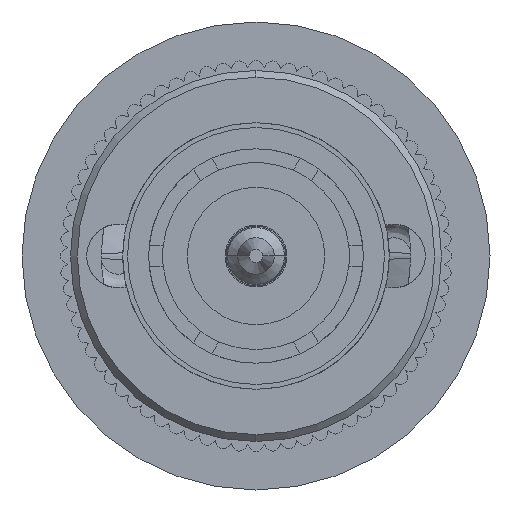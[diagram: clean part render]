
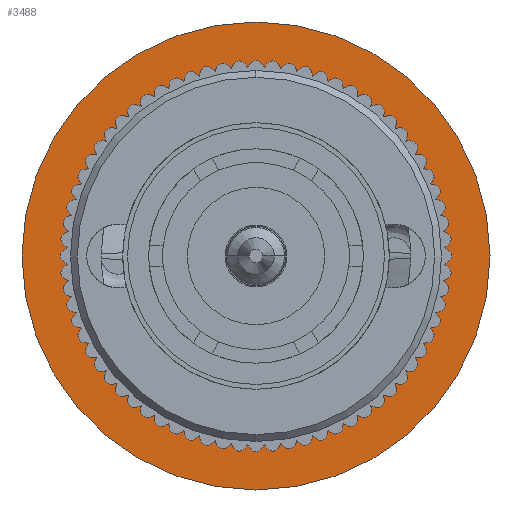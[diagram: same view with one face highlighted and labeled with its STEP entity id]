
A CAD part, left-side view. The second image highlights one B-rep face of the part: STEP entity #3488.
In plain terms, the highlighted planar face has unit normal (-1, 0, 0).
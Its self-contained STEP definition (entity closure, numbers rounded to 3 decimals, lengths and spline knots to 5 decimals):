
#3488 = ADVANCED_FACE ( 'NONE', ( #84790, #61262 ), #60770, .T. ) ;
#4613 = CIRCLE ( 'NONE', #53911, 0.34055 ) ;
#4844 = EDGE_CURVE ( 'NONE', #71420, #29400, #4613, .T. ) ;
#15038 = CIRCLE ( 'NONE', #95767, 0.18504 ) ;
#17887 = EDGE_LOOP ( 'NONE', ( #30997, #38994 ) ) ;
#18007 = CARTESIAN_POINT ( 'NONE',  ( 3.35, 0., 0. ) ) ;
#26839 = DIRECTION ( 'NONE',  ( 0., -1., 0. ) ) ;
#29400 = VERTEX_POINT ( 'NONE', #79091 ) ;
#30997 = ORIENTED_EDGE ( 'NONE', *, *, #72411, .T. ) ;
#33128 = CARTESIAN_POINT ( 'NONE',  ( 3.35, 0., 0. ) ) ;
#33702 = EDGE_CURVE ( 'NONE', #39377, #84495, #113847, .T. ) ;
#36847 = DIRECTION ( 'NONE',  ( -1., 0., 0. ) ) ;
#38994 = ORIENTED_EDGE ( 'NONE', *, *, #4844, .T. ) ;
#39377 = VERTEX_POINT ( 'NONE', #106123 ) ;
#41708 = DIRECTION ( 'NONE',  ( -1., 0., 0. ) ) ;
#43550 = CIRCLE ( 'NONE', #95882, 0.34055 ) ;
#50113 = CARTESIAN_POINT ( 'NONE',  ( 3.35, -0.18504, 0. ) ) ;
#50605 = DIRECTION ( 'NONE',  ( 0., -1., 0. ) ) ;
#52698 = EDGE_LOOP ( 'NONE', ( #109286, #111838 ) ) ;
#53911 = AXIS2_PLACEMENT_3D ( 'NONE', #110491, #92325, #93074 ) ;
#60770 = PLANE ( 'NONE',  #76741 ) ;
#61262 = FACE_BOUND ( 'NONE', #52698, .T. ) ;
#65089 = DIRECTION ( 'NONE',  ( 0., -1., 0. ) ) ;
#65794 = DIRECTION ( 'NONE',  ( 0., -1., 0. ) ) ;
#66777 = AXIS2_PLACEMENT_3D ( 'NONE', #101728, #92452, #65794 ) ;
#71420 = VERTEX_POINT ( 'NONE', #88083 ) ;
#72411 = EDGE_CURVE ( 'NONE', #29400, #71420, #43550, .T. ) ;
#76741 = AXIS2_PLACEMENT_3D ( 'NONE', #50113, #36847, #65089 ) ;
#79091 = CARTESIAN_POINT ( 'NONE',  ( 3.35, -0.34055, 0. ) ) ;
#79848 = DIRECTION ( 'NONE',  ( -1., 0., 0. ) ) ;
#79891 = EDGE_CURVE ( 'NONE', #84495, #39377, #15038, .T. ) ;
#84495 = VERTEX_POINT ( 'NONE', #107194 ) ;
#84790 = FACE_OUTER_BOUND ( 'NONE', #17887, .T. ) ;
#88083 = CARTESIAN_POINT ( 'NONE',  ( 3.35, 0.34055, 0. ) ) ;
#92325 = DIRECTION ( 'NONE',  ( -1., 0., 0. ) ) ;
#92452 = DIRECTION ( 'NONE',  ( -1., 0., 0. ) ) ;
#93074 = DIRECTION ( 'NONE',  ( 0., -1., 0. ) ) ;
#95767 = AXIS2_PLACEMENT_3D ( 'NONE', #33128, #41708, #50605 ) ;
#95882 = AXIS2_PLACEMENT_3D ( 'NONE', #18007, #79848, #26839 ) ;
#101728 = CARTESIAN_POINT ( 'NONE',  ( 3.35, 0., 0. ) ) ;
#106123 = CARTESIAN_POINT ( 'NONE',  ( 3.35, -0.18504, 0. ) ) ;
#107194 = CARTESIAN_POINT ( 'NONE',  ( 3.35, 0.18504, 0. ) ) ;
#109286 = ORIENTED_EDGE ( 'NONE', *, *, #33702, .F. ) ;
#110491 = CARTESIAN_POINT ( 'NONE',  ( 3.35, 0., 0. ) ) ;
#111838 = ORIENTED_EDGE ( 'NONE', *, *, #79891, .F. ) ;
#113847 = CIRCLE ( 'NONE', #66777, 0.18504 ) ;
